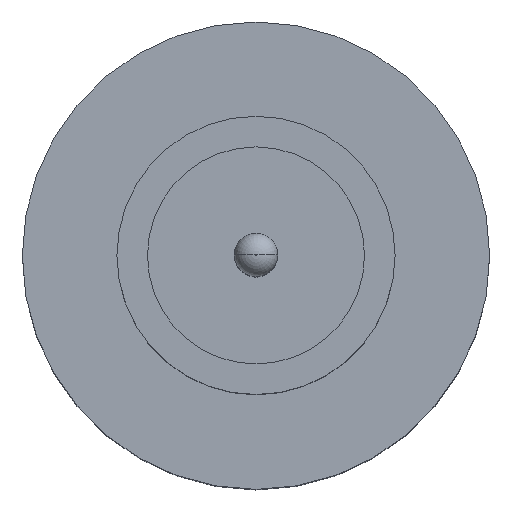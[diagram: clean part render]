
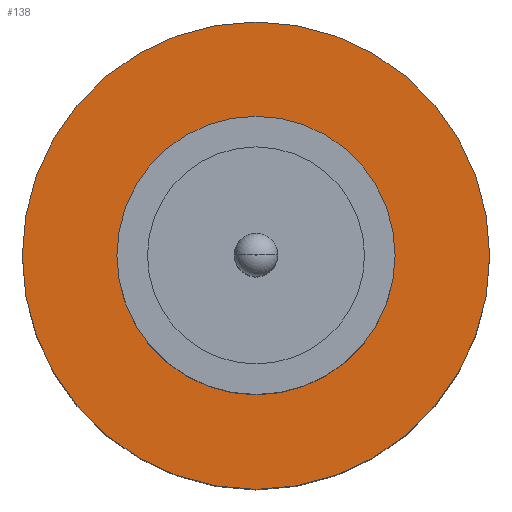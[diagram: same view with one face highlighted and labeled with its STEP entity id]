
A CAD part, top view. The second image highlights one B-rep face of the part: STEP entity #138.
In plain terms, the highlighted planar face has unit normal (0, 0, 1).
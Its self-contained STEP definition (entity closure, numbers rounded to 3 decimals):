
#3 = FACE_OUTER_BOUND ( 'NONE', #642, .T. ) ;
#20 = AXIS2_PLACEMENT_3D ( 'NONE', #763, #598, #441 ) ;
#28 = ORIENTED_EDGE ( 'NONE', *, *, #427, .F. ) ;
#97 = FACE_BOUND ( 'NONE', #717, .T. ) ;
#138 = ADVANCED_FACE ( 'NONE', ( #97, #3 ), #222, .T. ) ;
#194 = EDGE_CURVE ( 'NONE', #848, #912, #310, .T. ) ;
#222 = PLANE ( 'NONE',  #420 ) ;
#223 = AXIS2_PLACEMENT_3D ( 'NONE', #269, #576, #735 ) ;
#227 = ORIENTED_EDGE ( 'NONE', *, *, #527, .T. ) ;
#269 = CARTESIAN_POINT ( 'NONE',  ( 0., 0., 1.55 ) ) ;
#306 = DIRECTION ( 'NONE',  ( 0., 0., 1. ) ) ;
#310 = CIRCLE ( 'NONE', #838, 1.25 ) ;
#321 = CARTESIAN_POINT ( 'NONE',  ( 1.25, 0., 1.55 ) ) ;
#330 = VERTEX_POINT ( 'NONE', #369 ) ;
#335 = AXIS2_PLACEMENT_3D ( 'NONE', #786, #371, #766 ) ;
#362 = CIRCLE ( 'NONE', #223, 1.25 ) ;
#369 = CARTESIAN_POINT ( 'NONE',  ( 2.1, 0., 1.55 ) ) ;
#371 = DIRECTION ( 'NONE',  ( 0., 0., 1. ) ) ;
#411 = CIRCLE ( 'NONE', #20, 2.1 ) ;
#420 = AXIS2_PLACEMENT_3D ( 'NONE', #787, #306, #861 ) ;
#427 = EDGE_CURVE ( 'NONE', #912, #848, #362, .T. ) ;
#441 = DIRECTION ( 'NONE',  ( 1., 0., 0. ) ) ;
#505 = ORIENTED_EDGE ( 'NONE', *, *, #194, .F. ) ;
#512 = CIRCLE ( 'NONE', #335, 2.1 ) ;
#527 = EDGE_CURVE ( 'NONE', #330, #564, #411, .T. ) ;
#564 = VERTEX_POINT ( 'NONE', #666 ) ;
#576 = DIRECTION ( 'NONE',  ( 0., 0., 1. ) ) ;
#598 = DIRECTION ( 'NONE',  ( 0., 0., 1. ) ) ;
#622 = EDGE_CURVE ( 'NONE', #564, #330, #512, .T. ) ;
#638 = DIRECTION ( 'NONE',  ( 0., 0., 1. ) ) ;
#642 = EDGE_LOOP ( 'NONE', ( #728, #227 ) ) ;
#652 = CARTESIAN_POINT ( 'NONE',  ( 0., 0., 1.55 ) ) ;
#666 = CARTESIAN_POINT ( 'NONE',  ( -2.1, 0., 1.55 ) ) ;
#717 = EDGE_LOOP ( 'NONE', ( #28, #505 ) ) ;
#728 = ORIENTED_EDGE ( 'NONE', *, *, #622, .T. ) ;
#735 = DIRECTION ( 'NONE',  ( 1., 0., 0. ) ) ;
#763 = CARTESIAN_POINT ( 'NONE',  ( 0., 0., 1.55 ) ) ;
#766 = DIRECTION ( 'NONE',  ( 1., 0., 0. ) ) ;
#786 = CARTESIAN_POINT ( 'NONE',  ( 0., 0., 1.55 ) ) ;
#787 = CARTESIAN_POINT ( 'NONE',  ( 0., 0., 1.55 ) ) ;
#838 = AXIS2_PLACEMENT_3D ( 'NONE', #652, #638, #961 ) ;
#848 = VERTEX_POINT ( 'NONE', #967 ) ;
#861 = DIRECTION ( 'NONE',  ( 1., 0., 0. ) ) ;
#912 = VERTEX_POINT ( 'NONE', #321 ) ;
#961 = DIRECTION ( 'NONE',  ( 1., 0., 0. ) ) ;
#967 = CARTESIAN_POINT ( 'NONE',  ( -1.25, 0., 1.55 ) ) ;
